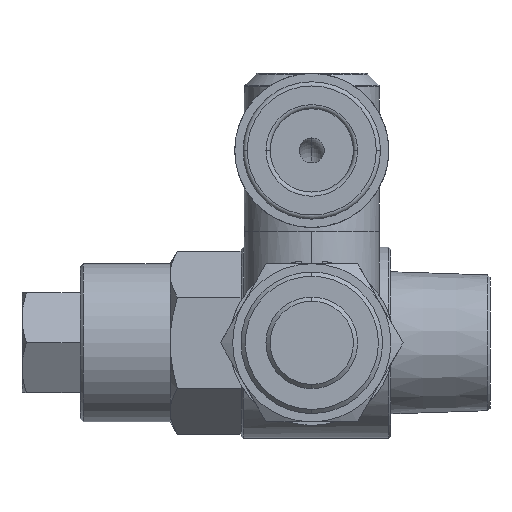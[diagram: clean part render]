
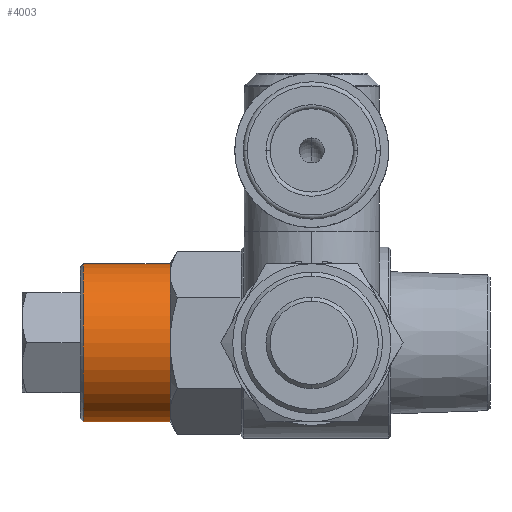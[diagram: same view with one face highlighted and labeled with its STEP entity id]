
A CAD part, left-side view. The second image highlights one B-rep face of the part: STEP entity #4003.
In plain terms, the highlighted cylindrical face has radius 9.5 mm (diameter 19 mm), a partial arc.
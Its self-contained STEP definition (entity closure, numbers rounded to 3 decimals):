
#910 = CARTESIAN_POINT ( 'NONE',  ( 0., 27.425, 9.5 ) ) ;
#986 = DIRECTION ( 'NONE',  ( 0., 0., -1. ) ) ;
#997 = CYLINDRICAL_SURFACE ( 'NONE', #1088, 9.5 ) ;
#1002 = DIRECTION ( 'NONE',  ( 0., -1., 0. ) ) ;
#1003 = CARTESIAN_POINT ( 'NONE',  ( 0., 61.67, 0. ) ) ;
#1024 = CARTESIAN_POINT ( 'NONE',  ( 0., 27.425, -9.5 ) ) ;
#1088 = AXIS2_PLACEMENT_3D ( 'NONE', #1003, #1002, #986 ) ;
#1159 = CARTESIAN_POINT ( 'NONE',  ( 0., 17., -9.5 ) ) ;
#1199 = AXIS2_PLACEMENT_3D ( 'NONE', #1212, #1321, #1320 ) ;
#1202 = DIRECTION ( 'NONE',  ( 0., -1., 0. ) ) ;
#1203 = VECTOR ( 'NONE', #1202, 1000. ) ;
#1204 = CARTESIAN_POINT ( 'NONE',  ( 0., 61.67, -9.5 ) ) ;
#1205 = LINE ( 'NONE', #1204, #1203 ) ;
#1212 = CARTESIAN_POINT ( 'NONE',  ( 0., 17., 0. ) ) ;
#1226 = CARTESIAN_POINT ( 'NONE',  ( 0., 61.67, 9.5 ) ) ;
#1227 = LINE ( 'NONE', #1226, #1299 ) ;
#1275 = CIRCLE ( 'NONE', #1199, 9.5 ) ;
#1277 = CARTESIAN_POINT ( 'NONE',  ( -4.75, 17., -8.227 ) ) ;
#1298 = DIRECTION ( 'NONE',  ( 0., -1., 0. ) ) ;
#1299 = VECTOR ( 'NONE', #1298, 1000. ) ;
#1301 = CARTESIAN_POINT ( 'NONE',  ( 0., 17., 9.5 ) ) ;
#1320 = DIRECTION ( 'NONE',  ( 0., 0., -1. ) ) ;
#1321 = DIRECTION ( 'NONE',  ( 0., 1., 0. ) ) ;
#1441 = FACE_OUTER_BOUND ( 'NONE', #3986, .T. ) ;
#1459 = CIRCLE ( 'NONE', #1504, 9.5 ) ;
#1502 = DIRECTION ( 'NONE',  ( 0., 0., 1. ) ) ;
#1503 = DIRECTION ( 'NONE',  ( 0., -1., 0. ) ) ;
#1504 = AXIS2_PLACEMENT_3D ( 'NONE', #1512, #1503, #1502 ) ;
#1512 = CARTESIAN_POINT ( 'NONE',  ( 0., 27.425, 0. ) ) ;
#1526 = DIRECTION ( 'NONE',  ( 0., 0., -1. ) ) ;
#1531 = DIRECTION ( 'NONE',  ( 0., 1., 0. ) ) ;
#1535 = AXIS2_PLACEMENT_3D ( 'NONE', #1549, #1531, #1526 ) ;
#1549 = CARTESIAN_POINT ( 'NONE',  ( 0., 17., 0. ) ) ;
#1583 = DIRECTION ( 'NONE',  ( 0., 0., -1. ) ) ;
#1584 = DIRECTION ( 'NONE',  ( 0., 1., 0. ) ) ;
#1585 = CARTESIAN_POINT ( 'NONE',  ( 0., 17., 0. ) ) ;
#1626 = CARTESIAN_POINT ( 'NONE',  ( -9.5, 17., 0. ) ) ;
#1649 = CIRCLE ( 'NONE', #1535, 9.5 ) ;
#1679 = CIRCLE ( 'NONE', #1694, 9.5 ) ;
#1694 = AXIS2_PLACEMENT_3D ( 'NONE', #1585, #1584, #1583 ) ;
#1695 = DIRECTION ( 'NONE',  ( 0., 0., -1. ) ) ;
#1696 = DIRECTION ( 'NONE',  ( 0., 1., 0. ) ) ;
#1697 = AXIS2_PLACEMENT_3D ( 'NONE', #1705, #1696, #1695 ) ;
#1698 = CIRCLE ( 'NONE', #1697, 9.5 ) ;
#1705 = CARTESIAN_POINT ( 'NONE',  ( 0., 17., 0. ) ) ;
#1815 = CARTESIAN_POINT ( 'NONE',  ( -4.75, 17., 8.227 ) ) ;
#3847 = VERTEX_POINT ( 'NONE', #910 ) ;
#3856 = VERTEX_POINT ( 'NONE', #1024 ) ;
#3908 = VERTEX_POINT ( 'NONE', #1277 ) ;
#3911 = VERTEX_POINT ( 'NONE', #1159 ) ;
#3915 = EDGE_CURVE ( 'NONE', #3856, #3911, #1205, .T. ) ;
#3916 = EDGE_CURVE ( 'NONE', #3911, #3908, #1275, .T. ) ;
#3932 = EDGE_CURVE ( 'NONE', #3847, #3933, #1227, .T. ) ;
#3933 = VERTEX_POINT ( 'NONE', #1301 ) ;
#3986 = EDGE_LOOP ( 'NONE', ( #4014, #4006, #4005, #4018, #4004, #3999, #4020 ) ) ;
#3993 = EDGE_CURVE ( 'NONE', #3847, #3856, #1459, .T. ) ;
#3999 = ORIENTED_EDGE ( 'NONE', *, *, #4011, .T. ) ;
#4003 = ADVANCED_FACE ( 'NONE', ( #1441 ), #997, .T. ) ;
#4004 = ORIENTED_EDGE ( 'NONE', *, *, #4015, .T. ) ;
#4005 = ORIENTED_EDGE ( 'NONE', *, *, #3915, .T. ) ;
#4006 = ORIENTED_EDGE ( 'NONE', *, *, #3993, .T. ) ;
#4011 = EDGE_CURVE ( 'NONE', #4075, #4097, #1698, .T. ) ;
#4014 = ORIENTED_EDGE ( 'NONE', *, *, #3932, .F. ) ;
#4015 = EDGE_CURVE ( 'NONE', #3908, #4075, #1679, .T. ) ;
#4018 = ORIENTED_EDGE ( 'NONE', *, *, #3916, .T. ) ;
#4020 = ORIENTED_EDGE ( 'NONE', *, *, #4045, .T. ) ;
#4045 = EDGE_CURVE ( 'NONE', #4097, #3933, #1649, .T. ) ;
#4075 = VERTEX_POINT ( 'NONE', #1626 ) ;
#4097 = VERTEX_POINT ( 'NONE', #1815 ) ;
